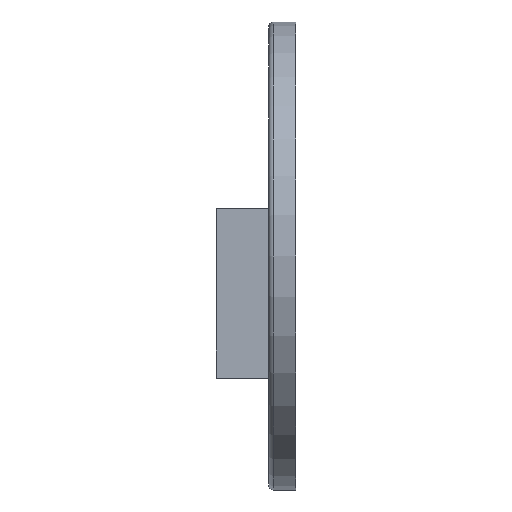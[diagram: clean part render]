
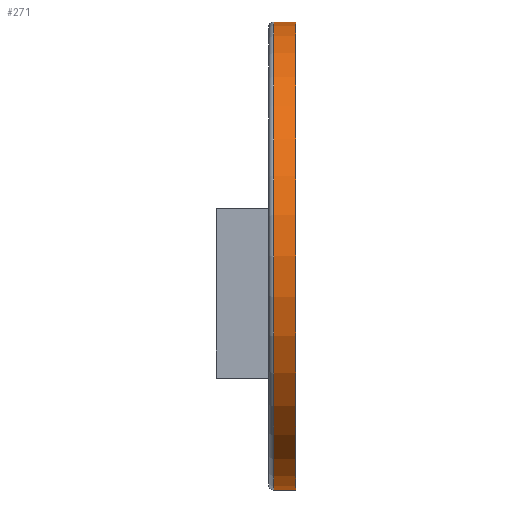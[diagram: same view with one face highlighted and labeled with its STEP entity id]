
A CAD part, left-side view. The second image highlights one B-rep face of the part: STEP entity #271.
In plain terms, the highlighted cylindrical face has radius 47.05 mm (diameter 94.1 mm), a partial arc.
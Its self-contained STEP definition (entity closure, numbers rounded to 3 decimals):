
#5 = CARTESIAN_POINT ( 'NONE',  ( 0., 5.5, 47.05 ) ) ;
#20 = CIRCLE ( 'NONE', #987, 47.05 ) ;
#39 = CARTESIAN_POINT ( 'NONE',  ( 0., 4.5, -47.05 ) ) ;
#84 = DIRECTION ( 'NONE',  ( 0., -1., 0. ) ) ;
#95 = AXIS2_PLACEMENT_3D ( 'NONE', #178, #84, #336 ) ;
#102 = ORIENTED_EDGE ( 'NONE', *, *, #140, .T. ) ;
#103 = VERTEX_POINT ( 'NONE', #362 ) ;
#140 = EDGE_CURVE ( 'NONE', #574, #709, #20, .T. ) ;
#178 = CARTESIAN_POINT ( 'NONE',  ( 0., 5.5, 0. ) ) ;
#203 = CARTESIAN_POINT ( 'NONE',  ( 0., 0., 0. ) ) ;
#229 = DIRECTION ( 'NONE',  ( 0., -1., 0. ) ) ;
#257 = EDGE_CURVE ( 'NONE', #103, #281, #307, .T. ) ;
#271 = ADVANCED_FACE ( 'NONE', ( #1050 ), #993, .T. ) ;
#281 = VERTEX_POINT ( 'NONE', #858 ) ;
#284 = EDGE_LOOP ( 'NONE', ( #674, #102, #789, #679 ) ) ;
#307 = CIRCLE ( 'NONE', #636, 47.05 ) ;
#336 = DIRECTION ( 'NONE',  ( 0., 0., -1. ) ) ;
#362 = CARTESIAN_POINT ( 'NONE',  ( 0., 0., -47.05 ) ) ;
#391 = DIRECTION ( 'NONE',  ( 0., -1., 0. ) ) ;
#478 = DIRECTION ( 'NONE',  ( 0., 0., 1. ) ) ;
#485 = CARTESIAN_POINT ( 'NONE',  ( 0., 4.5, 0. ) ) ;
#516 = EDGE_CURVE ( 'NONE', #709, #103, #719, .T. ) ;
#570 = VECTOR ( 'NONE', #391, 1000. ) ;
#574 = VERTEX_POINT ( 'NONE', #941 ) ;
#610 = EDGE_CURVE ( 'NONE', #574, #281, #1049, .T. ) ;
#636 = AXIS2_PLACEMENT_3D ( 'NONE', #203, #943, #1023 ) ;
#640 = CARTESIAN_POINT ( 'NONE',  ( 0., 5.5, -47.05 ) ) ;
#674 = ORIENTED_EDGE ( 'NONE', *, *, #610, .F. ) ;
#679 = ORIENTED_EDGE ( 'NONE', *, *, #257, .T. ) ;
#709 = VERTEX_POINT ( 'NONE', #39 ) ;
#719 = LINE ( 'NONE', #640, #570 ) ;
#789 = ORIENTED_EDGE ( 'NONE', *, *, #516, .T. ) ;
#836 = VECTOR ( 'NONE', #909, 1000. ) ;
#858 = CARTESIAN_POINT ( 'NONE',  ( 0., 0., 47.05 ) ) ;
#909 = DIRECTION ( 'NONE',  ( 0., -1., 0. ) ) ;
#941 = CARTESIAN_POINT ( 'NONE',  ( 0., 4.5, 47.05 ) ) ;
#943 = DIRECTION ( 'NONE',  ( 0., 1., 0. ) ) ;
#987 = AXIS2_PLACEMENT_3D ( 'NONE', #485, #229, #478 ) ;
#993 = CYLINDRICAL_SURFACE ( 'NONE', #95, 47.05 ) ;
#1023 = DIRECTION ( 'NONE',  ( 0., 0., 1. ) ) ;
#1049 = LINE ( 'NONE', #5, #836 ) ;
#1050 = FACE_OUTER_BOUND ( 'NONE', #284, .T. ) ;
